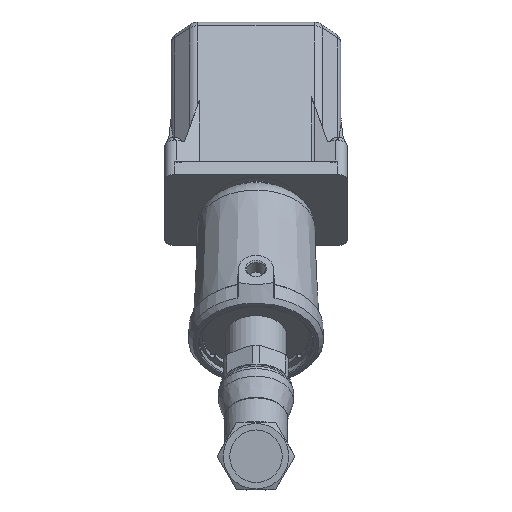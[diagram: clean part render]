
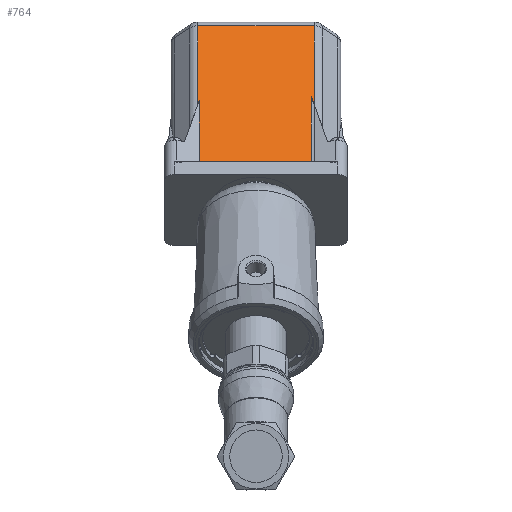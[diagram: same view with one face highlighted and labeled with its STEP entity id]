
A CAD part, left-side view. The second image highlights one B-rep face of the part: STEP entity #764.
In plain terms, the highlighted face is planar.
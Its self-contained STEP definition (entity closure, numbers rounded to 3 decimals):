
#764 = ADVANCED_FACE( '', ( #1579 ), #1580, .T. );
#1579 = FACE_OUTER_BOUND( '', #3011, .T. );
#1580 = PLANE( '', #3012 );
#3011 = EDGE_LOOP( '', ( #5231, #5232, #5233, #5234, #5235, #5236, #5237, #5238 ) );
#3012 = AXIS2_PLACEMENT_3D( '', #5239, #5240, #5241 );
#5231 = ORIENTED_EDGE( '', *, *, #12583, .T. );
#5232 = ORIENTED_EDGE( '', *, *, #12500, .F. );
#5233 = ORIENTED_EDGE( '', *, *, #12380, .T. );
#5234 = ORIENTED_EDGE( '', *, *, #12416, .T. );
#5235 = ORIENTED_EDGE( '', *, *, #12350, .T. );
#5236 = ORIENTED_EDGE( '', *, *, #12642, .F. );
#5237 = ORIENTED_EDGE( '', *, *, #12625, .T. );
#5238 = ORIENTED_EDGE( '', *, *, #13072, .T. );
#5239 = CARTESIAN_POINT( '', ( 22.5, 41.5, 28.929 ) );
#5240 = DIRECTION( '', ( 1., 0., 0. ) );
#5241 = DIRECTION( '', ( 0., 1., 0. ) );
#12350 = EDGE_CURVE( '', #14029, #14027, #14030, .T. );
#12380 = EDGE_CURVE( '', #14082, #14080, #14083, .T. );
#12416 = EDGE_CURVE( '', #14080, #14029, #14145, .T. );
#12500 = EDGE_CURVE( '', #14082, #14298, #14299, .T. );
#12583 = EDGE_CURVE( '', #14429, #14298, #14430, .T. );
#12625 = EDGE_CURVE( '', #14494, #14492, #14495, .T. );
#12642 = EDGE_CURVE( '', #14494, #14027, #14523, .T. );
#13072 = EDGE_CURVE( '', #14492, #14429, #15112, .T. );
#14027 = VERTEX_POINT( '', #15745 );
#14029 = VERTEX_POINT( '', #15747 );
#14030 = LINE( '', #15748, #15749 );
#14080 = VERTEX_POINT( '', #15814 );
#14082 = VERTEX_POINT( '', #15816 );
#14083 = LINE( '', #15817, #15818 );
#14145 = LINE( '', #16126, #16127 );
#14298 = VERTEX_POINT( '', #16446 );
#14299 = LINE( '', #16447, #16448 );
#14429 = VERTEX_POINT( '', #16646 );
#14430 = LINE( '', #16647, #16648 );
#14492 = VERTEX_POINT( '', #16749 );
#14494 = VERTEX_POINT( '', #16752 );
#14495 = LINE( '', #16753, #16754 );
#14523 = LINE( '', #16799, #16800 );
#15112 = LINE( '', #17992, #17993 );
#15745 = CARTESIAN_POINT( '', ( 22.5, -8.195, 26.858 ) );
#15747 = CARTESIAN_POINT( '', ( 22.5, 39.5, 26.858 ) );
#15748 = CARTESIAN_POINT( '', ( 22.5, 41.5, 26.858 ) );
#15749 = VECTOR( '', #18673, 1000. );
#15814 = CARTESIAN_POINT( '', ( 22.5, 39.5, -26.858 ) );
#15816 = CARTESIAN_POINT( '', ( 22.5, -8.195, -26.858 ) );
#15817 = CARTESIAN_POINT( '', ( 22.5, 41.5, -26.858 ) );
#15818 = VECTOR( '', #18716, 1000. );
#16126 = CARTESIAN_POINT( '', ( 22.5, 39.5, 28.929 ) );
#16127 = VECTOR( '', #18761, 1000. );
#16446 = CARTESIAN_POINT( '', ( 22.5, -2.914, -25.389 ) );
#16447 = CARTESIAN_POINT( '', ( 22.5, 52.332, -10.027 ) );
#16448 = VECTOR( '', #18886, 1000. );
#16646 = CARTESIAN_POINT( '', ( 22.5, -41.768, -25.389 ) );
#16647 = CARTESIAN_POINT( '', ( 22.5, -5.362, -25.389 ) );
#16648 = VECTOR( '', #18985, 1000. );
#16749 = CARTESIAN_POINT( '', ( 22.5, -41.768, 26.07 ) );
#16752 = CARTESIAN_POINT( '', ( 22.5, -5.362, 26.07 ) );
#16753 = CARTESIAN_POINT( '', ( 22.5, -31.5, 26.07 ) );
#16754 = VECTOR( '', #19029, 1000. );
#16799 = CARTESIAN_POINT( '', ( 22.5, 37.399, 14.18 ) );
#16800 = VECTOR( '', #19050, 1000. );
#17992 = CARTESIAN_POINT( '', ( 22.5, -41.768, 132.582 ) );
#17993 = VECTOR( '', #19480, 1000. );
#18673 = DIRECTION( '', ( 0., -1., 0. ) );
#18716 = DIRECTION( '', ( 0., 1., 0. ) );
#18761 = DIRECTION( '', ( 0., 0., 1. ) );
#18886 = DIRECTION( '', ( 0., 0.963, 0.268 ) );
#18985 = DIRECTION( '', ( 0., 1., 0. ) );
#19029 = DIRECTION( '', ( 0., -1., 0. ) );
#19050 = DIRECTION( '', ( 0., -0.963, 0.268 ) );
#19480 = DIRECTION( '', ( 0., 0., -1. ) );
